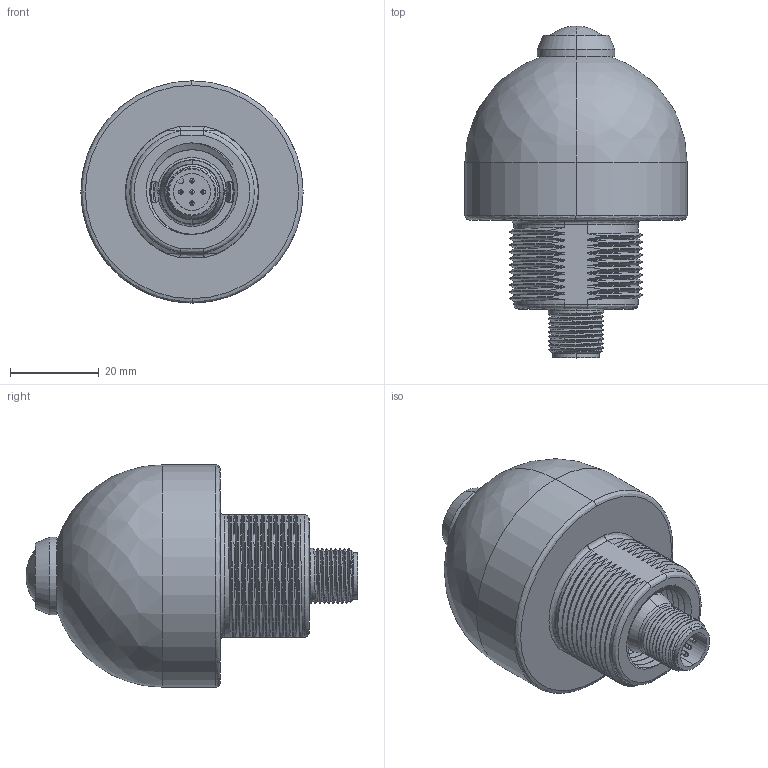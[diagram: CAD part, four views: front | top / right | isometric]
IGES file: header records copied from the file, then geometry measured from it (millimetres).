
Start section:  PTC IGES file: 144876.igs
Global section: file name: 144876.igs; native system: Pro/ENGINEER by Parametric Technology Corporation; preprocessor: 2006170; author: banengservice; organization: Unknown; date: 20090326.111337; units: inch
Bounding box: 50 x 74.67 x 50 mm (x, y, z)
Volume: 30182.1 mm3; surface area: 25798.7 mm2
Topology: 3 solids, 5 shells, 596 faces, 1478 edges, 925 vertices
Faces by surface type: revolution 315, bspline 281
